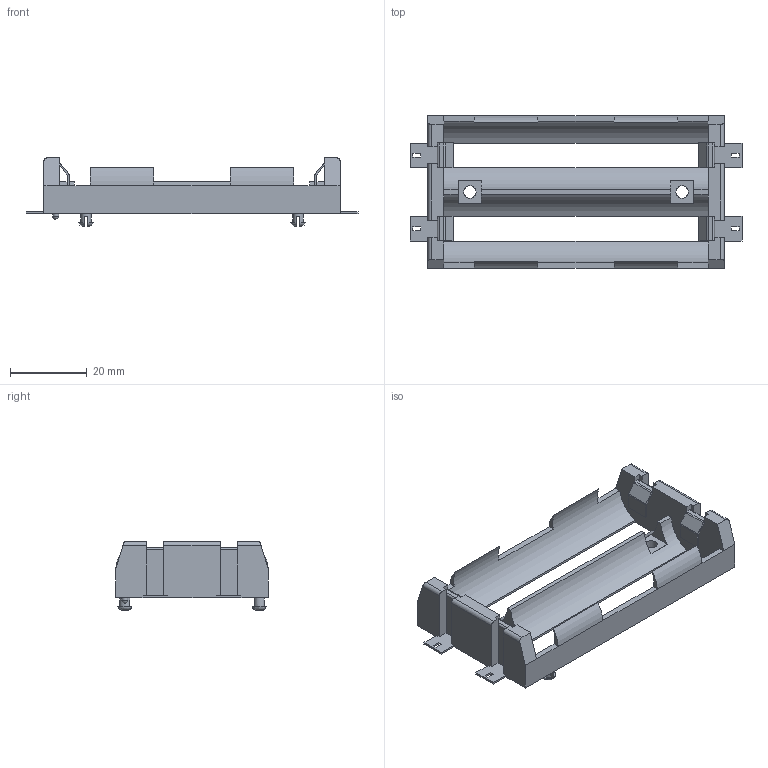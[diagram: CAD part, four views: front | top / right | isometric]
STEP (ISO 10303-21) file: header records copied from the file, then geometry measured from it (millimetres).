
FILE_DESCRIPTION(/* description */ (''),/* implementation_level */ '2;1');
FILE_NAME(/* name */ 'Kingston 1804 2 Cell 18650 Holder v1.step',/* time_stamp */ '2024-05-12T17:39:57+02:00',/* author */ (''),/* organization */ (''),/* preprocessor_version */ 'ST-DEVELOPER v20',/* originating_system */ 'Autodesk Translation Framework v12.20.1.177',/* authorisation */ '');
FILE_SCHEMA (('AUTOMOTIVE_DESIGN { 1 0 10303 214 3 1 1 }'));
Length unit declared in the file: millimetre
Products named in the file (1): Kingston 1804 2 Cell 18650 Holder
Bounding box: 86.4 x 39.8 x 17.8 mm (x, y, z)
Volume: 10702.7 mm3; surface area: 11507.8 mm2
Topology: 5 solids, 5 shells, 214 faces, 603 edges, 399 vertices
Faces by surface type: plane 176, cylinder 33, bspline 4, sphere 1
Full cylindrical faces by diameter (mm): 1.6 x1, 2.7 x2, 3.2 x2
Entity records: 7088 total; most frequent: CARTESIAN_POINT 1436, ORIENTED_EDGE 1204, DIRECTION 1099, EDGE_CURVE 602, LINE 495, VECTOR 495, VERTEX_POINT 399, AXIS2_PLACEMENT_3D 302
